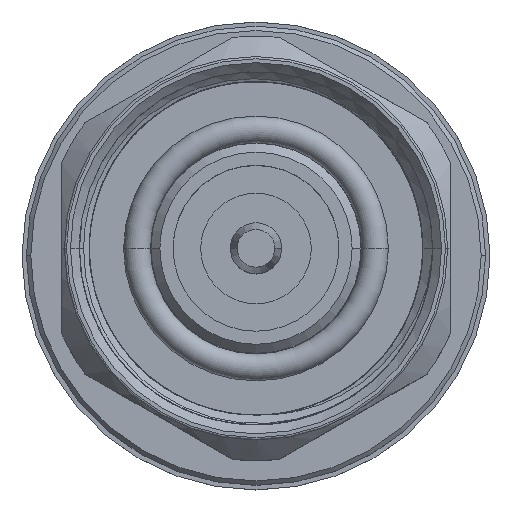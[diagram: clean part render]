
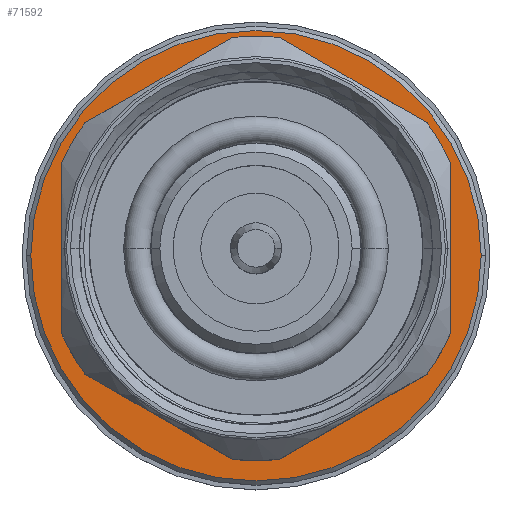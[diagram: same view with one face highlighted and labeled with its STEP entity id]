
A CAD part, top view. The second image highlights one B-rep face of the part: STEP entity #71592.
In plain terms, the highlighted face is planar.
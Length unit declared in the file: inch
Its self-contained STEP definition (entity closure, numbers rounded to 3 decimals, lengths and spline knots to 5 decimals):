
#3925 = CARTESIAN_POINT ( 'NONE',  ( 1.02551, 0.5021, 0. ) ) ;
#4398 = ORIENTED_EDGE ( 'NONE', *, *, #40187, .T. ) ;
#5274 = VERTEX_POINT ( 'NONE', #63331 ) ;
#5972 = CARTESIAN_POINT ( 'NONE',  ( 1.02551, 0., 0. ) ) ;
#7727 = VERTEX_POINT ( 'NONE', #54209 ) ;
#9807 = CARTESIAN_POINT ( 'NONE',  ( 1.02551, 0., 0. ) ) ;
#10110 = EDGE_CURVE ( 'NONE', #7727, #5274, #106322, .T. ) ;
#10859 = DIRECTION ( 'NONE',  ( 1., 0., 0. ) ) ;
#14454 = DIRECTION ( 'NONE',  ( 0., 0., -1. ) ) ;
#17922 = DIRECTION ( 'NONE',  ( 0., 0., -1. ) ) ;
#18847 = FACE_OUTER_BOUND ( 'NONE', #94428, .T. ) ;
#19748 = DIRECTION ( 'NONE',  ( 0., 0., -1. ) ) ;
#20870 = VERTEX_POINT ( 'NONE', #32052 ) ;
#26645 = AXIS2_PLACEMENT_3D ( 'NONE', #3925, #37384, #19748 ) ;
#32052 = CARTESIAN_POINT ( 'NONE',  ( 1.02551, 0., -0.5021 ) ) ;
#34781 = DIRECTION ( 'NONE',  ( 1., 0., 0. ) ) ;
#37384 = DIRECTION ( 'NONE',  ( 1., 0., 0. ) ) ;
#37540 = AXIS2_PLACEMENT_3D ( 'NONE', #61543, #10859, #70738 ) ;
#40187 = EDGE_CURVE ( 'NONE', #70095, #20870, #48492, .T. ) ;
#40785 = ORIENTED_EDGE ( 'NONE', *, *, #10110, .F. ) ;
#44592 = AXIS2_PLACEMENT_3D ( 'NONE', #9807, #34781, #17922 ) ;
#44707 = PLANE ( 'NONE',  #26645 ) ;
#47062 = CARTESIAN_POINT ( 'NONE',  ( 1.02551, 0., 0.5021 ) ) ;
#47916 = EDGE_CURVE ( 'NONE', #20870, #70095, #62760, .T. ) ;
#48492 = CIRCLE ( 'NONE', #37540, 0.5021 ) ;
#54209 = CARTESIAN_POINT ( 'NONE',  ( 1.02551, 0., 0.25515 ) ) ;
#59677 = ORIENTED_EDGE ( 'NONE', *, *, #105014, .F. ) ;
#60196 = AXIS2_PLACEMENT_3D ( 'NONE', #61836, #88637, #95967 ) ;
#61543 = CARTESIAN_POINT ( 'NONE',  ( 1.02551, 0., 0. ) ) ;
#61836 = CARTESIAN_POINT ( 'NONE',  ( 1.02551, 0., 0. ) ) ;
#62760 = CIRCLE ( 'NONE', #44592, 0.5021 ) ;
#63331 = CARTESIAN_POINT ( 'NONE',  ( 1.02551, 0., -0.25515 ) ) ;
#64785 = DIRECTION ( 'NONE',  ( 1., 0., 0. ) ) ;
#70095 = VERTEX_POINT ( 'NONE', #47062 ) ;
#70738 = DIRECTION ( 'NONE',  ( 0., 0., -1. ) ) ;
#71592 = ADVANCED_FACE ( 'NONE', ( #18847, #105439 ), #44707, .T. ) ;
#84222 = EDGE_LOOP ( 'NONE', ( #59677, #40785 ) ) ;
#86315 = ORIENTED_EDGE ( 'NONE', *, *, #47916, .T. ) ;
#88637 = DIRECTION ( 'NONE',  ( 1., 0., 0. ) ) ;
#94428 = EDGE_LOOP ( 'NONE', ( #4398, #86315 ) ) ;
#95967 = DIRECTION ( 'NONE',  ( 0., 0., -1. ) ) ;
#96126 = AXIS2_PLACEMENT_3D ( 'NONE', #5972, #64785, #14454 ) ;
#99708 = CIRCLE ( 'NONE', #96126, 0.25515 ) ;
#105014 = EDGE_CURVE ( 'NONE', #5274, #7727, #99708, .T. ) ;
#105439 = FACE_BOUND ( 'NONE', #84222, .T. ) ;
#106322 = CIRCLE ( 'NONE', #60196, 0.25515 ) ;
